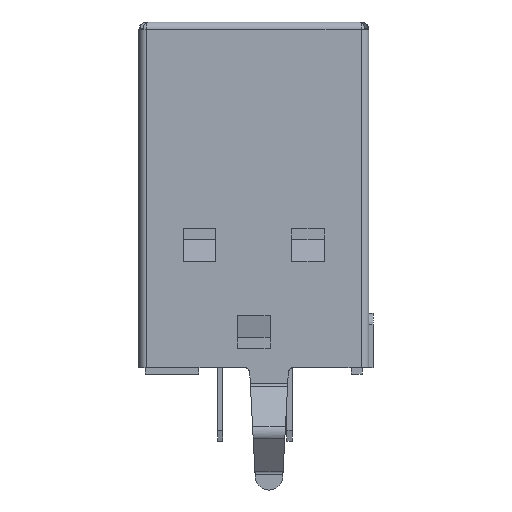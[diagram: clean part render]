
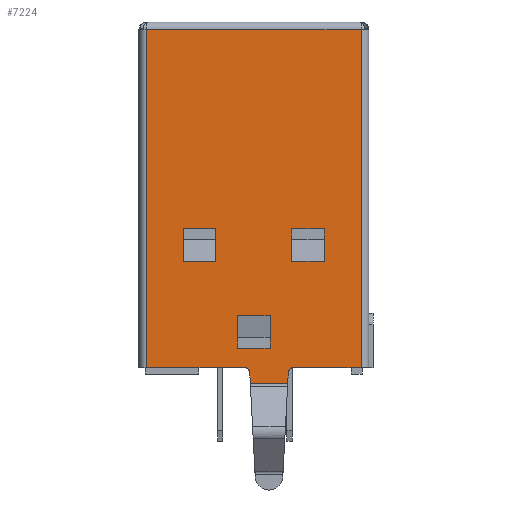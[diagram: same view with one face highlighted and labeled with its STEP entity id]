
A CAD part, left-side view. The second image highlights one B-rep face of the part: STEP entity #7224.
In plain terms, the highlighted planar face has unit normal (-1, 0, 0).
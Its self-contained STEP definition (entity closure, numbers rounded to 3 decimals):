
#1300=DIRECTION('',(0.,-1.,0.));
#1301=VECTOR('',#1300,1.5);
#1302=CARTESIAN_POINT('',(-6.02,0.75,1.2));
#1303=LINE('',#1302,#1301);
#1304=DIRECTION('',(0.,0.,1.));
#1305=VECTOR('',#1304,1.5);
#1306=CARTESIAN_POINT('',(-6.02,-0.75,1.2));
#1307=LINE('',#1306,#1305);
#1308=DIRECTION('',(0.,1.,0.));
#1309=VECTOR('',#1308,1.5);
#1310=CARTESIAN_POINT('',(-6.02,-0.75,2.7));
#1311=LINE('',#1310,#1309);
#1312=DIRECTION('',(0.,0.,-1.));
#1313=VECTOR('',#1312,1.5);
#1314=CARTESIAN_POINT('',(-6.02,0.75,2.7));
#1315=LINE('',#1314,#1313);
#1316=DIRECTION('',(0.,-1.,0.));
#1317=VECTOR('',#1316,1.5);
#1318=CARTESIAN_POINT('',(-6.02,3.25,5.2));
#1319=LINE('',#1318,#1317);
#1320=DIRECTION('',(0.,0.,1.));
#1321=VECTOR('',#1320,1.5);
#1322=CARTESIAN_POINT('',(-6.02,1.75,5.2));
#1323=LINE('',#1322,#1321);
#1324=DIRECTION('',(0.,1.,0.));
#1325=VECTOR('',#1324,1.5);
#1326=CARTESIAN_POINT('',(-6.02,1.75,6.7));
#1327=LINE('',#1326,#1325);
#1328=DIRECTION('',(0.,0.,-1.));
#1329=VECTOR('',#1328,1.5);
#1330=CARTESIAN_POINT('',(-6.02,3.25,6.7));
#1331=LINE('',#1330,#1329);
#1332=DIRECTION('',(0.,-1.,0.));
#1333=VECTOR('',#1332,1.5);
#1334=CARTESIAN_POINT('',(-6.02,-1.75,5.2));
#1335=LINE('',#1334,#1333);
#1336=DIRECTION('',(0.,0.,1.));
#1337=VECTOR('',#1336,1.5);
#1338=CARTESIAN_POINT('',(-6.02,-3.25,5.2));
#1339=LINE('',#1338,#1337);
#1340=DIRECTION('',(0.,1.,0.));
#1341=VECTOR('',#1340,1.5);
#1342=CARTESIAN_POINT('',(-6.02,-3.25,6.7));
#1343=LINE('',#1342,#1341);
#1344=DIRECTION('',(0.,0.,-1.));
#1345=VECTOR('',#1344,1.5);
#1346=CARTESIAN_POINT('',(-6.02,-1.75,6.7));
#1347=LINE('',#1346,#1345);
#1348=DIRECTION('',(0.,0.,1.));
#1349=VECTOR('',#1348,15.6);
#1350=CARTESIAN_POINT('',(-6.02,4.95,0.3));
#1351=LINE('',#1350,#1349);
#1352=DIRECTION('',(0.,-1.,0.));
#1353=VECTOR('',#1352,9.9);
#1354=CARTESIAN_POINT('',(-6.02,4.95,15.9));
#1355=LINE('',#1354,#1353);
#1356=DIRECTION('',(0.,0.,-1.));
#1357=VECTOR('',#1356,15.6);
#1358=CARTESIAN_POINT('',(-6.02,-4.95,15.9));
#1359=LINE('',#1358,#1357);
#1360=DIRECTION('',(0.,-1.,0.));
#1361=VECTOR('',#1360,3.113);
#1362=CARTESIAN_POINT('',(-6.02,-1.837,0.3));
#1363=LINE('',#1362,#1361);
#1364=DIRECTION('',(0.,-0.052,0.999));
#1365=VECTOR('',#1364,0.504);
#1366=CARTESIAN_POINT('',(-6.02,-1.561,-0.44));
#1367=LINE('',#1366,#1365);
#1368=DIRECTION('',(0.,1.,0.));
#1369=VECTOR('',#1368,1.722);
#1370=CARTESIAN_POINT('',(-6.02,-1.561,-0.44));
#1371=LINE('',#1370,#1369);
#1372=DIRECTION('',(0.,0.052,0.999));
#1373=VECTOR('',#1372,0.504);
#1374=CARTESIAN_POINT('',(-6.02,0.161,-0.44));
#1375=LINE('',#1374,#1373);
#1376=DIRECTION('',(0.,-1.,0.));
#1377=VECTOR('',#1376,4.513);
#1378=CARTESIAN_POINT('',(-6.02,4.95,0.3));
#1379=LINE('',#1378,#1377);
#3930=CARTESIAN_POINT('',(-6.02,-1.837,0.05));
#3931=DIRECTION('',(1.,0.,0.));
#3932=DIRECTION('',(0.,0.999,0.052));
#3933=AXIS2_PLACEMENT_3D('',#3930,#3931,#3932);
#3999=CARTESIAN_POINT('',(-6.02,0.437,0.05));
#4000=DIRECTION('',(1.,0.,0.));
#4001=DIRECTION('',(0.,0.,1.));
#4002=AXIS2_PLACEMENT_3D('',#3999,#4000,#4001);
#4299=CARTESIAN_POINT('',(-6.02,0.75,1.2));
#4300=CARTESIAN_POINT('',(-6.02,-0.75,1.2));
#4301=VERTEX_POINT('',#4299);
#4302=VERTEX_POINT('',#4300);
#4303=CARTESIAN_POINT('',(-6.02,-0.75,2.7));
#4304=VERTEX_POINT('',#4303);
#4305=CARTESIAN_POINT('',(-6.02,0.75,2.7));
#4306=VERTEX_POINT('',#4305);
#4307=CARTESIAN_POINT('',(-6.02,3.25,5.2));
#4308=CARTESIAN_POINT('',(-6.02,1.75,5.2));
#4309=VERTEX_POINT('',#4307);
#4310=VERTEX_POINT('',#4308);
#4311=CARTESIAN_POINT('',(-6.02,1.75,6.7));
#4312=VERTEX_POINT('',#4311);
#4313=CARTESIAN_POINT('',(-6.02,3.25,6.7));
#4314=VERTEX_POINT('',#4313);
#4315=CARTESIAN_POINT('',(-6.02,-1.75,5.2));
#4316=CARTESIAN_POINT('',(-6.02,-3.25,5.2));
#4317=VERTEX_POINT('',#4315);
#4318=VERTEX_POINT('',#4316);
#4319=CARTESIAN_POINT('',(-6.02,-3.25,6.7));
#4320=VERTEX_POINT('',#4319);
#4321=CARTESIAN_POINT('',(-6.02,-1.75,6.7));
#4322=VERTEX_POINT('',#4321);
#4891=CARTESIAN_POINT('',(-6.02,-1.561,-0.44));
#4892=CARTESIAN_POINT('',(-6.02,0.161,-0.44));
#4893=VERTEX_POINT('',#4891);
#4894=VERTEX_POINT('',#4892);
#4914=CARTESIAN_POINT('',(-6.02,0.437,0.3));
#4916=VERTEX_POINT('',#4914);
#4918=CARTESIAN_POINT('',(-6.02,0.188,0.063));
#4920=VERTEX_POINT('',#4918);
#4923=CARTESIAN_POINT('',(-6.02,-1.837,0.3));
#4925=VERTEX_POINT('',#4923);
#4927=CARTESIAN_POINT('',(-6.02,-1.588,0.063));
#4929=VERTEX_POINT('',#4927);
#5268=CARTESIAN_POINT('',(-6.02,4.95,0.3));
#5270=VERTEX_POINT('',#5268);
#5274=CARTESIAN_POINT('',(-6.02,4.95,15.9));
#5275=VERTEX_POINT('',#5274);
#5277=CARTESIAN_POINT('',(-6.02,-4.95,0.3));
#5279=VERTEX_POINT('',#5277);
#5280=CARTESIAN_POINT('',(-6.02,-4.95,15.9));
#5281=VERTEX_POINT('',#5280);
#7171=CARTESIAN_POINT('',(-6.02,5.3,0.));
#7172=DIRECTION('',(-1.,0.,0.));
#7173=DIRECTION('',(0.,0.,1.));
#7174=AXIS2_PLACEMENT_3D('',#7171,#7172,#7173);
#7175=PLANE('',#7174);
#7176=ORIENTED_EDGE('',*,*,#5431,.T.);
#7178=ORIENTED_EDGE('',*,*,#7177,.T.);
#7179=ORIENTED_EDGE('',*,*,#7164,.T.);
#7180=ORIENTED_EDGE('',*,*,#5465,.F.);
#7182=ORIENTED_EDGE('',*,*,#7181,.F.);
#7184=ORIENTED_EDGE('',*,*,#7183,.F.);
#7186=ORIENTED_EDGE('',*,*,#7185,.T.);
#7188=ORIENTED_EDGE('',*,*,#7187,.T.);
#7190=ORIENTED_EDGE('',*,*,#7189,.F.);
#7191=ORIENTED_EDGE('',*,*,#5457,.F.);
#7192=EDGE_LOOP('',(#7176,#7178,#7179,#7180,#7182,#7184,#7186,#7188,#7190,
#7191));
#7193=FACE_OUTER_BOUND('',#7192,.F.);
#7195=ORIENTED_EDGE('',*,*,#7194,.T.);
#7197=ORIENTED_EDGE('',*,*,#7196,.T.);
#7199=ORIENTED_EDGE('',*,*,#7198,.T.);
#7201=ORIENTED_EDGE('',*,*,#7200,.T.);
#7202=EDGE_LOOP('',(#7195,#7197,#7199,#7201));
#7203=FACE_BOUND('',#7202,.F.);
#7205=ORIENTED_EDGE('',*,*,#7204,.T.);
#7207=ORIENTED_EDGE('',*,*,#7206,.T.);
#7209=ORIENTED_EDGE('',*,*,#7208,.T.);
#7211=ORIENTED_EDGE('',*,*,#7210,.T.);
#7212=EDGE_LOOP('',(#7205,#7207,#7209,#7211));
#7213=FACE_BOUND('',#7212,.F.);
#7215=ORIENTED_EDGE('',*,*,#7214,.T.);
#7217=ORIENTED_EDGE('',*,*,#7216,.T.);
#7219=ORIENTED_EDGE('',*,*,#7218,.T.);
#7221=ORIENTED_EDGE('',*,*,#7220,.T.);
#7222=EDGE_LOOP('',(#7215,#7217,#7219,#7221));
#7223=FACE_BOUND('',#7222,.F.);
#3934=CIRCLE('',#3933,0.25);
#4003=CIRCLE('',#4002,0.25);
#5431=EDGE_CURVE('',#5270,#5275,#1351,.T.);
#5457=EDGE_CURVE('',#5270,#4916,#1379,.T.);
#5465=EDGE_CURVE('',#4925,#5279,#1363,.T.);
#7164=EDGE_CURVE('',#5281,#5279,#1359,.T.);
#7177=EDGE_CURVE('',#5275,#5281,#1355,.T.);
#7181=EDGE_CURVE('',#4929,#4925,#3934,.T.);
#7183=EDGE_CURVE('',#4893,#4929,#1367,.T.);
#7185=EDGE_CURVE('',#4893,#4894,#1371,.T.);
#7187=EDGE_CURVE('',#4894,#4920,#1375,.T.);
#7189=EDGE_CURVE('',#4916,#4920,#4003,.T.);
#7194=EDGE_CURVE('',#4309,#4310,#1319,.T.);
#7196=EDGE_CURVE('',#4310,#4312,#1323,.T.);
#7198=EDGE_CURVE('',#4312,#4314,#1327,.T.);
#7200=EDGE_CURVE('',#4314,#4309,#1331,.T.);
#7204=EDGE_CURVE('',#4317,#4318,#1335,.T.);
#7206=EDGE_CURVE('',#4318,#4320,#1339,.T.);
#7208=EDGE_CURVE('',#4320,#4322,#1343,.T.);
#7210=EDGE_CURVE('',#4322,#4317,#1347,.T.);
#7214=EDGE_CURVE('',#4301,#4302,#1303,.T.);
#7216=EDGE_CURVE('',#4302,#4304,#1307,.T.);
#7218=EDGE_CURVE('',#4304,#4306,#1311,.T.);
#7220=EDGE_CURVE('',#4306,#4301,#1315,.T.);
#7224=ADVANCED_FACE('',(#7193,#7203,#7213,#7223),#7175,.T.);
